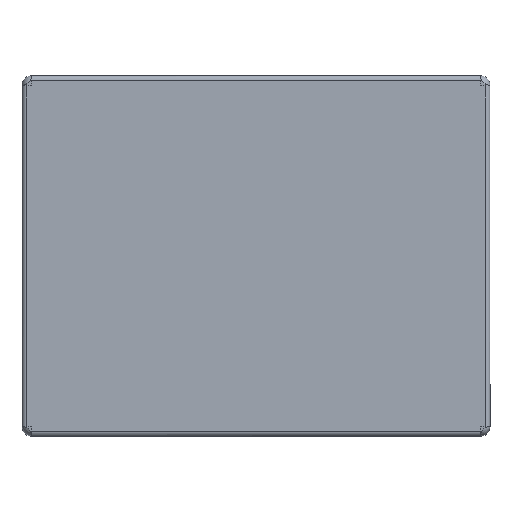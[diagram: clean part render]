
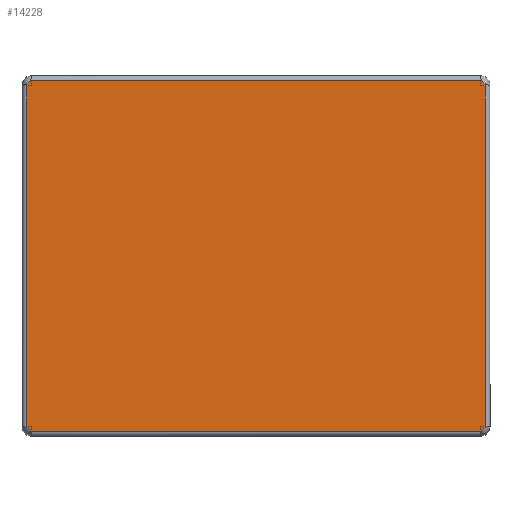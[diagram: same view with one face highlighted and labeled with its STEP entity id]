
A CAD part, top view. The second image highlights one B-rep face of the part: STEP entity #14228.
In plain terms, the highlighted face is planar.
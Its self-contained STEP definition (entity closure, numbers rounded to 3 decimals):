
#1136=FACE_OUTER_BOUND('',#1918,.T.);
#1918=EDGE_LOOP('',(#11024,#11025,#11026,#11027,#11028,#11029,#11030,#11031));
#2470=CIRCLE('',#15195,1.);
#2474=CIRCLE('',#15200,1.);
#2475=CIRCLE('',#15201,1.);
#2476=CIRCLE('',#15202,1.);
#3256=LINE('',#21213,#5056);
#3262=LINE('',#21257,#5062);
#3263=LINE('',#21261,#5063);
#3264=LINE('',#21264,#5064);
#5056=VECTOR('',#17345,10.);
#5062=VECTOR('',#17365,10.);
#5063=VECTOR('',#17368,10.);
#5064=VECTOR('',#17371,10.);
#6653=VERTEX_POINT('',#21201);
#6654=VERTEX_POINT('',#21212);
#6656=VERTEX_POINT('',#21227);
#6664=VERTEX_POINT('',#21254);
#6665=VERTEX_POINT('',#21256);
#6666=VERTEX_POINT('',#21258);
#6667=VERTEX_POINT('',#21260);
#6668=VERTEX_POINT('',#21262);
#8213=EDGE_CURVE('',#6653,#6654,#3256,.T.);
#8216=EDGE_CURVE('',#6656,#6654,#2470,.T.);
#8225=EDGE_CURVE('',#6653,#6664,#2474,.T.);
#8226=EDGE_CURVE('',#6665,#6664,#3262,.T.);
#8227=EDGE_CURVE('',#6665,#6666,#2475,.T.);
#8228=EDGE_CURVE('',#6667,#6666,#3263,.T.);
#8229=EDGE_CURVE('',#6667,#6668,#2476,.T.);
#8230=EDGE_CURVE('',#6656,#6668,#3264,.T.);
#11024=ORIENTED_EDGE('',*,*,#8213,.F.);
#11025=ORIENTED_EDGE('',*,*,#8225,.T.);
#11026=ORIENTED_EDGE('',*,*,#8226,.F.);
#11027=ORIENTED_EDGE('',*,*,#8227,.T.);
#11028=ORIENTED_EDGE('',*,*,#8228,.F.);
#11029=ORIENTED_EDGE('',*,*,#8229,.T.);
#11030=ORIENTED_EDGE('',*,*,#8230,.F.);
#11031=ORIENTED_EDGE('',*,*,#8216,.T.);
#13474=PLANE('',#15199);
#14228=ADVANCED_FACE('',(#1136),#13474,.T.);
#15195=AXIS2_PLACEMENT_3D('',#21228,#17349,#17350);
#15199=AXIS2_PLACEMENT_3D('',#21253,#17361,#17362);
#15200=AXIS2_PLACEMENT_3D('',#21255,#17363,#17364);
#15201=AXIS2_PLACEMENT_3D('',#21259,#17366,#17367);
#15202=AXIS2_PLACEMENT_3D('',#21263,#17369,#17370);
#17345=DIRECTION('',(1.,0.,0.));
#17349=DIRECTION('center_axis',(0.,-1.,0.));
#17350=DIRECTION('ref_axis',(1.,0.,0.));
#17361=DIRECTION('center_axis',(0.,1.,0.));
#17362=DIRECTION('ref_axis',(0.,0.,1.));
#17363=DIRECTION('center_axis',(0.,-1.,0.));
#17364=DIRECTION('ref_axis',(1.,0.,0.));
#17365=DIRECTION('',(0.,0.,-1.));
#17366=DIRECTION('center_axis',(0.,-1.,0.));
#17367=DIRECTION('ref_axis',(1.,0.,0.));
#17368=DIRECTION('',(-1.,0.,0.));
#17369=DIRECTION('center_axis',(0.,-1.,0.));
#17370=DIRECTION('ref_axis',(1.,0.,0.));
#17371=DIRECTION('',(0.,0.,1.));
#21201=CARTESIAN_POINT('',(-23.134,0.5,-18.));
#21212=CARTESIAN_POINT('',(23.134,0.5,-18.));
#21213=CARTESIAN_POINT('',(11.5,0.5,-18.));
#21227=CARTESIAN_POINT('',(23.5,0.5,-17.634));
#21228=CARTESIAN_POINT('Origin',(24.,0.5,-18.5));
#21253=CARTESIAN_POINT('Origin',(0.,0.5,0.));
#21254=CARTESIAN_POINT('',(-23.5,0.5,-17.634));
#21255=CARTESIAN_POINT('Origin',(-24.,0.5,-18.5));
#21256=CARTESIAN_POINT('',(-23.5,0.5,17.634));
#21257=CARTESIAN_POINT('',(-23.5,0.5,-8.75));
#21258=CARTESIAN_POINT('',(-23.134,0.5,18.));
#21259=CARTESIAN_POINT('Origin',(-24.,0.5,18.5));
#21260=CARTESIAN_POINT('',(23.134,0.5,18.));
#21261=CARTESIAN_POINT('',(-11.5,0.5,18.));
#21262=CARTESIAN_POINT('',(23.5,0.5,17.634));
#21263=CARTESIAN_POINT('Origin',(24.,0.5,18.5));
#21264=CARTESIAN_POINT('',(23.5,0.5,8.75));
